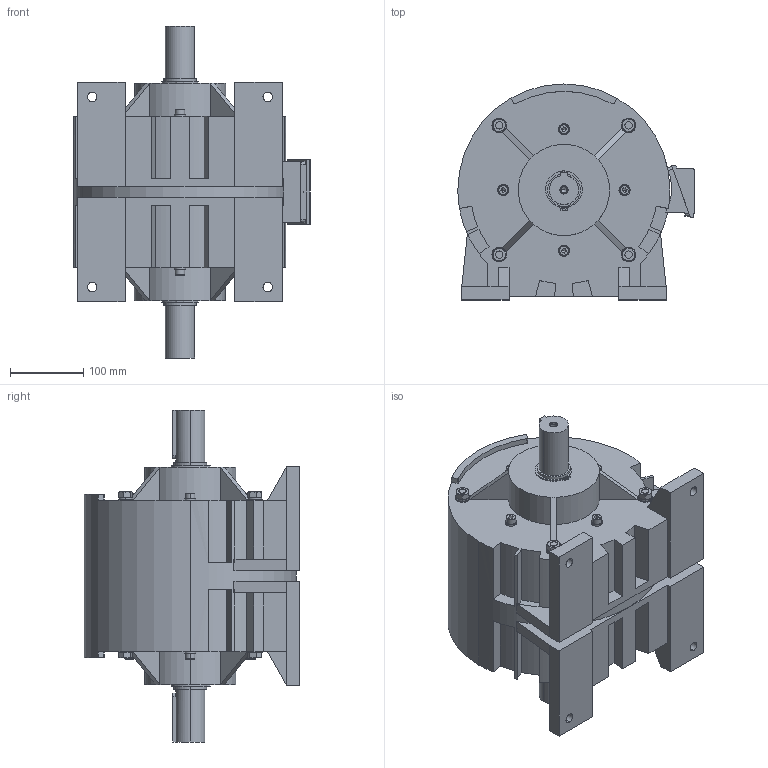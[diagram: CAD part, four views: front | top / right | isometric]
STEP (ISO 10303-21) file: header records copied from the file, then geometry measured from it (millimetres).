
FILE_DESCRIPTION (( 'STEP AP203' ), '1' );
FILE_NAME ('Assem8.STEP', '2018-02-23T05:40:57', ( '新井重治' ), ( '小倉クラッチ' ), 'SwSTEP 2.0', 'SolidWorks 2009', '' );
FILE_SCHEMA (( 'CONFIG_CONTROL_DESIGN' ));
Length unit declared in the file: millimetre
Products named in the file (1): Assem8
Bounding box: 323 x 295 x 454 mm (x, y, z)
Volume: 15934476.2 mm3; surface area: 685288.8 mm2
Topology: 1 solids, 8 shells, 861 faces, 2227 edges, 1402 vertices
Faces by surface type: plane 471, cylinder 298, cone 60, bspline 32
Entity records: 26830 total; most frequent: CARTESIAN_POINT 5470, DIRECTION 4621, ORIENTED_EDGE 4382, EDGE_CURVE 2191, AXIS2_PLACEMENT_3D 1723, VERTEX_POINT 1394, VECTOR 1175, LINE 1175
